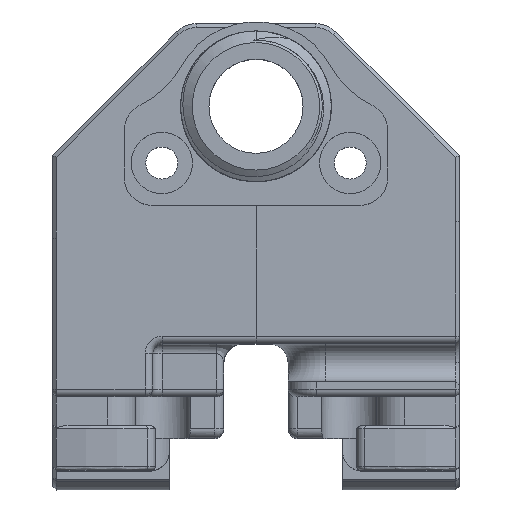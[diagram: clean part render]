
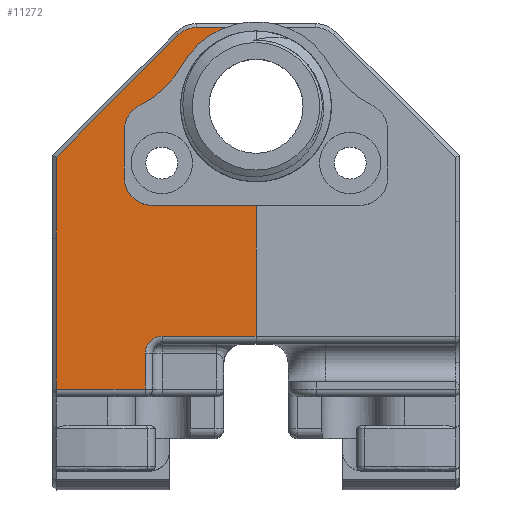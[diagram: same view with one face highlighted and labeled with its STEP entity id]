
A CAD part, top view. The second image highlights one B-rep face of the part: STEP entity #11272.
In plain terms, the highlighted planar face has unit normal (0, 0, 1).
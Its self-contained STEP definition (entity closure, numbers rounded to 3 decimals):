
#60=FACE_BOUND('',#3767,.T.);
#135=PLANE('',#12069);
#755=LINE('',#16837,#1914);
#823=LINE('',#17121,#1982);
#824=LINE('',#17125,#1983);
#825=LINE('',#17127,#1984);
#826=LINE('',#17131,#1985);
#827=LINE('',#17132,#1986);
#828=LINE('',#17133,#1987);
#829=LINE('',#17135,#1988);
#830=LINE('',#17138,#1989);
#1914=VECTOR('',#13368,1000.);
#1982=VECTOR('',#13536,1000.);
#1983=VECTOR('',#13539,1000.);
#1984=VECTOR('',#13540,1000.);
#1985=VECTOR('',#13543,1000.);
#1986=VECTOR('',#13544,1000.);
#1987=VECTOR('',#13545,1000.);
#1988=VECTOR('',#13546,1000.);
#1989=VECTOR('',#13549,1000.);
#3118=FACE_OUTER_BOUND('',#3766,.T.);
#3766=EDGE_LOOP('',(#8169,#8170,#8171,#8172,#8173,#8174,#8175,#8176,#8177,
#8178,#8179,#8180));
#3767=EDGE_LOOP('',(#8181));
#4492=CIRCLE('',#11908,2.35);
#4576=CIRCLE('',#12070,6.6);
#4577=CIRCLE('',#12071,2.6);
#4578=CIRCLE('',#12072,1.8);
#4915=VERTEX_POINT('',#16366);
#4936=VERTEX_POINT('',#16415);
#5070=VERTEX_POINT('',#16831);
#5071=VERTEX_POINT('',#16835);
#5128=VERTEX_POINT('',#17119);
#5129=VERTEX_POINT('',#17120);
#5130=VERTEX_POINT('',#17122);
#5131=VERTEX_POINT('',#17124);
#5132=VERTEX_POINT('',#17126);
#5133=VERTEX_POINT('',#17128);
#5134=VERTEX_POINT('',#17130);
#5135=VERTEX_POINT('',#17134);
#5136=VERTEX_POINT('',#17136);
#6031=EDGE_CURVE('',#4936,#4936,#4492,.T.);
#6208=EDGE_CURVE('',#5070,#5071,#755,.T.);
#6300=EDGE_CURVE('',#5128,#5129,#823,.T.);
#6301=EDGE_CURVE('',#5128,#5130,#4576,.T.);
#6302=EDGE_CURVE('',#5130,#5131,#824,.T.);
#6303=EDGE_CURVE('',#5131,#5132,#825,.T.);
#6304=EDGE_CURVE('',#5132,#5133,#4577,.T.);
#6305=EDGE_CURVE('',#5133,#5134,#826,.T.);
#6306=EDGE_CURVE('',#5134,#5071,#827,.T.);
#6307=EDGE_CURVE('',#4915,#5070,#828,.T.);
#6308=EDGE_CURVE('',#5135,#4915,#829,.T.);
#6309=EDGE_CURVE('',#5136,#5135,#4578,.T.);
#6310=EDGE_CURVE('',#5129,#5136,#830,.T.);
#8169=ORIENTED_EDGE('',*,*,#6300,.F.);
#8170=ORIENTED_EDGE('',*,*,#6301,.T.);
#8171=ORIENTED_EDGE('',*,*,#6302,.T.);
#8172=ORIENTED_EDGE('',*,*,#6303,.T.);
#8173=ORIENTED_EDGE('',*,*,#6304,.T.);
#8174=ORIENTED_EDGE('',*,*,#6305,.T.);
#8175=ORIENTED_EDGE('',*,*,#6306,.T.);
#8176=ORIENTED_EDGE('',*,*,#6208,.F.);
#8177=ORIENTED_EDGE('',*,*,#6307,.F.);
#8178=ORIENTED_EDGE('',*,*,#6308,.F.);
#8179=ORIENTED_EDGE('',*,*,#6309,.F.);
#8180=ORIENTED_EDGE('',*,*,#6310,.F.);
#8181=ORIENTED_EDGE('',*,*,#6031,.F.);
#11272=ADVANCED_FACE('',(#3118,#60),#135,.F.);
#11908=AXIS2_PLACEMENT_3D('',#16417,#13047,#13048);
#12069=AXIS2_PLACEMENT_3D('',#17118,#13534,#13535);
#12070=AXIS2_PLACEMENT_3D('',#17123,#13537,#13538);
#12071=AXIS2_PLACEMENT_3D('',#17129,#13541,#13542);
#12072=AXIS2_PLACEMENT_3D('',#17137,#13547,#13548);
#13047=DIRECTION('center_axis',(0.,0.,1.));
#13048=DIRECTION('ref_axis',(1.,0.,0.));
#13368=DIRECTION('',(-1.,0.,0.));
#13534=DIRECTION('center_axis',(0.,0.,
-1.));
#13535=DIRECTION('ref_axis',(-1.,0.,0.));
#13536=DIRECTION('',(1.,0.,0.));
#13537=DIRECTION('center_axis',(0.,0.,
-1.));
#13538=DIRECTION('ref_axis',(-1.,0.,0.));
#13539=DIRECTION('',(-1.,0.,0.));
#13540=DIRECTION('',(0.,-1.,0.));
#13541=DIRECTION('center_axis',(0.,0.,
1.));
#13542=DIRECTION('ref_axis',(-1.,0.,0.));
#13543=DIRECTION('',(0.707,-0.707,0.));
#13544=DIRECTION('',(1.,0.,0.));
#13545=DIRECTION('',(0.,-1.,0.));
#13546=DIRECTION('',(1.,0.,0.));
#13547=DIRECTION('center_axis',(0.,0.,
1.));
#13548=DIRECTION('ref_axis',(0.,-1.,0.));
#13549=DIRECTION('',(0.,-1.,0.));
#16366=CARTESIAN_POINT('',(-54.029,116.792,40.967));
#16415=CARTESIAN_POINT('',(-80.379,118.542,40.967));
#16417=CARTESIAN_POINT('Origin',(-78.029,118.542,40.967));
#16831=CARTESIAN_POINT('',(-54.029,107.342,40.967));
#16835=CARTESIAN_POINT('',(-70.062,107.342,40.967));
#16837=CARTESIAN_POINT('',(-51.029,107.342,40.967));
#17118=CARTESIAN_POINT('Origin',(-53.729,108.542,40.967));
#17119=CARTESIAN_POINT('',(-77.429,128.542,40.967));
#17120=CARTESIAN_POINT('',(-59.629,128.542,40.967));
#17121=CARTESIAN_POINT('',(-53.729,128.542,40.967));
#17122=CARTESIAN_POINT('',(-90.629,128.542,40.967));
#17123=CARTESIAN_POINT('Origin',(-84.029,128.542,40.967));
#17124=CARTESIAN_POINT('',(-92.429,128.542,40.967));
#17125=CARTESIAN_POINT('',(-92.829,128.542,40.967));
#17126=CARTESIAN_POINT('',(-92.429,122.185,40.967));
#17127=CARTESIAN_POINT('',(-92.429,122.185,40.967));
#17128=CARTESIAN_POINT('',(-91.668,120.346,40.967));
#17129=CARTESIAN_POINT('Origin',(-89.829,122.185,40.967));
#17130=CARTESIAN_POINT('',(-78.663,107.342,40.967));
#17131=CARTESIAN_POINT('',(-78.546,107.225,40.967));
#17132=CARTESIAN_POINT('',(-53.729,107.342,40.967));
#17133=CARTESIAN_POINT('',(-54.029,108.542,40.967));
#17134=CARTESIAN_POINT('',(-57.829,116.792,40.967));
#17135=CARTESIAN_POINT('',(-53.729,116.792,40.967));
#17136=CARTESIAN_POINT('',(-59.629,118.592,40.967));
#17137=CARTESIAN_POINT('Origin',(-57.829,118.592,40.967));
#17138=CARTESIAN_POINT('',(-59.629,108.542,40.967));
